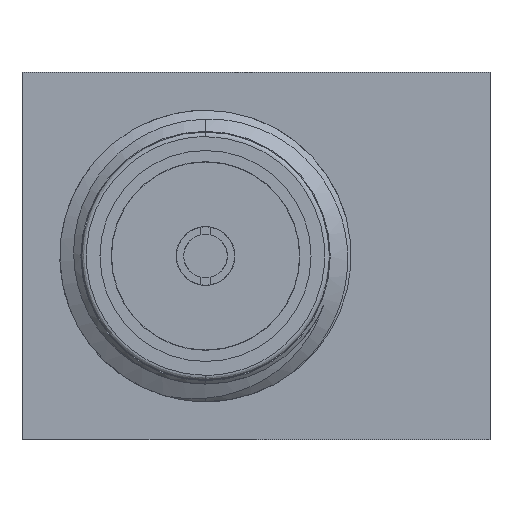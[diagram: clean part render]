
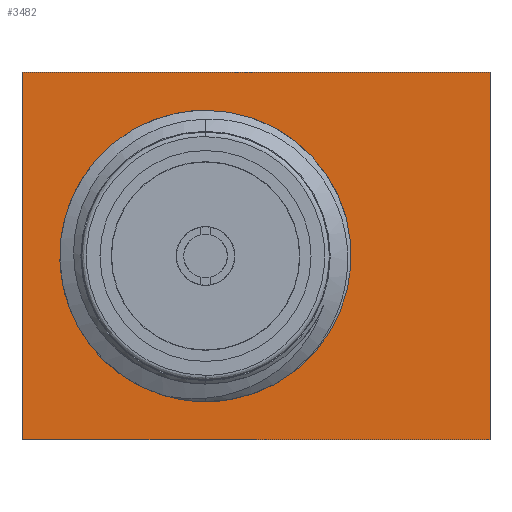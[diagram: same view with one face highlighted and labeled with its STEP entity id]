
A CAD part, left-side view. The second image highlights one B-rep face of the part: STEP entity #3482.
In plain terms, the highlighted planar face has unit normal (-1, 0, 0).
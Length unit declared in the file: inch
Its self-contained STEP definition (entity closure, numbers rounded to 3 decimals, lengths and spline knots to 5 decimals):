
#58 = VECTOR ( 'NONE', #2842, 39.37008 ) ;
#93 = CARTESIAN_POINT ( 'NONE',  ( 0.31024, 0., -0.1063 ) ) ;
#129 = VERTEX_POINT ( 'NONE', #3002 ) ;
#160 = EDGE_CURVE ( 'NONE', #1674, #129, #212, .T. ) ;
#212 = LINE ( 'NONE', #3725, #872 ) ;
#291 = CIRCLE ( 'NONE', #1273, 0.1063 ) ;
#606 = EDGE_LOOP ( 'NONE', ( #2821, #745 ) ) ;
#622 = CARTESIAN_POINT ( 'NONE',  ( 0.31024, 0.15748, -0.15748 ) ) ;
#644 = ORIENTED_EDGE ( 'NONE', *, *, #2024, .T. ) ;
#653 = FACE_BOUND ( 'NONE', #606, .T. ) ;
#697 = DIRECTION ( 'NONE',  ( 0., 0., 1. ) ) ;
#729 = CARTESIAN_POINT ( 'NONE',  ( 0.31024, 0.15748, -0.15748 ) ) ;
#745 = ORIENTED_EDGE ( 'NONE', *, *, #3514, .T. ) ;
#806 = LINE ( 'NONE', #729, #3308 ) ;
#872 = VECTOR ( 'NONE', #1391, 39.37008 ) ;
#882 = VERTEX_POINT ( 'NONE', #3313 ) ;
#1048 = CARTESIAN_POINT ( 'NONE',  ( 0.31024, 0.15748, 0.15748 ) ) ;
#1156 = VERTEX_POINT ( 'NONE', #622 ) ;
#1212 = PLANE ( 'NONE',  #2680 ) ;
#1215 = VERTEX_POINT ( 'NONE', #2348 ) ;
#1242 = CARTESIAN_POINT ( 'NONE',  ( 0.31024, 0., 0. ) ) ;
#1249 = CARTESIAN_POINT ( 'NONE',  ( 0.31024, 0., 0. ) ) ;
#1273 = AXIS2_PLACEMENT_3D ( 'NONE', #2122, #3255, #3270 ) ;
#1314 = CARTESIAN_POINT ( 'NONE',  ( 0.31024, -0.24409, 0.15748 ) ) ;
#1328 = ORIENTED_EDGE ( 'NONE', *, *, #1660, .T. ) ;
#1391 = DIRECTION ( 'NONE',  ( 0., 0., -1. ) ) ;
#1491 = FACE_OUTER_BOUND ( 'NONE', #3027, .T. ) ;
#1506 = DIRECTION ( 'NONE',  ( -1., 0., 0. ) ) ;
#1544 = EDGE_CURVE ( 'NONE', #1674, #882, #1968, .T. ) ;
#1599 = LINE ( 'NONE', #1048, #2203 ) ;
#1632 = ORIENTED_EDGE ( 'NONE', *, *, #160, .F. ) ;
#1660 = EDGE_CURVE ( 'NONE', #1156, #129, #806, .T. ) ;
#1674 = VERTEX_POINT ( 'NONE', #1314 ) ;
#1776 = AXIS2_PLACEMENT_3D ( 'NONE', #1242, #2357, #2411 ) ;
#1893 = DIRECTION ( 'NONE',  ( 0., -1., 0. ) ) ;
#1968 = LINE ( 'NONE', #2511, #58 ) ;
#2024 = EDGE_CURVE ( 'NONE', #882, #1156, #1599, .T. ) ;
#2122 = CARTESIAN_POINT ( 'NONE',  ( 0.31024, 0., 0. ) ) ;
#2203 = VECTOR ( 'NONE', #2544, 39.37008 ) ;
#2348 = CARTESIAN_POINT ( 'NONE',  ( 0.31024, 0., 0.1063 ) ) ;
#2357 = DIRECTION ( 'NONE',  ( 1., 0., 0. ) ) ;
#2411 = DIRECTION ( 'NONE',  ( 0., 0., -1. ) ) ;
#2511 = CARTESIAN_POINT ( 'NONE',  ( 0.31024, 0.15748, 0.15748 ) ) ;
#2544 = DIRECTION ( 'NONE',  ( 0., 0., -1. ) ) ;
#2680 = AXIS2_PLACEMENT_3D ( 'NONE', #1249, #1506, #697 ) ;
#2821 = ORIENTED_EDGE ( 'NONE', *, *, #2916, .T. ) ;
#2842 = DIRECTION ( 'NONE',  ( 0., 1., 0. ) ) ;
#2916 = EDGE_CURVE ( 'NONE', #3567, #1215, #2949, .T. ) ;
#2949 = CIRCLE ( 'NONE', #1776, 0.1063 ) ;
#3002 = CARTESIAN_POINT ( 'NONE',  ( 0.31024, -0.24409, -0.15748 ) ) ;
#3027 = EDGE_LOOP ( 'NONE', ( #1328, #1632, #3645, #644 ) ) ;
#3255 = DIRECTION ( 'NONE',  ( 1., 0., 0. ) ) ;
#3270 = DIRECTION ( 'NONE',  ( 0., 0., -1. ) ) ;
#3308 = VECTOR ( 'NONE', #1893, 39.37008 ) ;
#3313 = CARTESIAN_POINT ( 'NONE',  ( 0.31024, 0.15748, 0.15748 ) ) ;
#3482 = ADVANCED_FACE ( 'NONE', ( #653, #1491 ), #1212, .T. ) ;
#3514 = EDGE_CURVE ( 'NONE', #1215, #3567, #291, .T. ) ;
#3567 = VERTEX_POINT ( 'NONE', #93 ) ;
#3645 = ORIENTED_EDGE ( 'NONE', *, *, #1544, .T. ) ;
#3725 = CARTESIAN_POINT ( 'NONE',  ( 0.31024, -0.24409, 0.15748 ) ) ;
